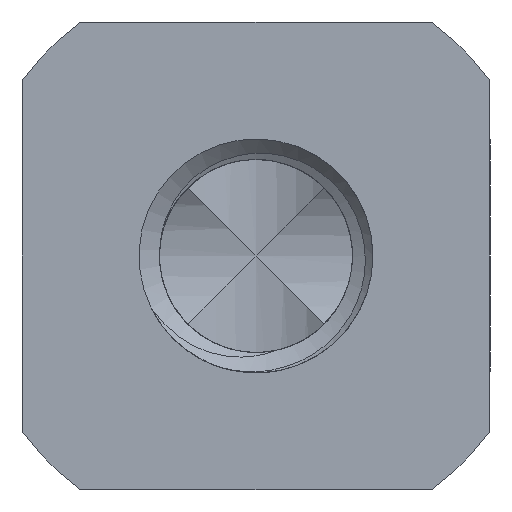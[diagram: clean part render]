
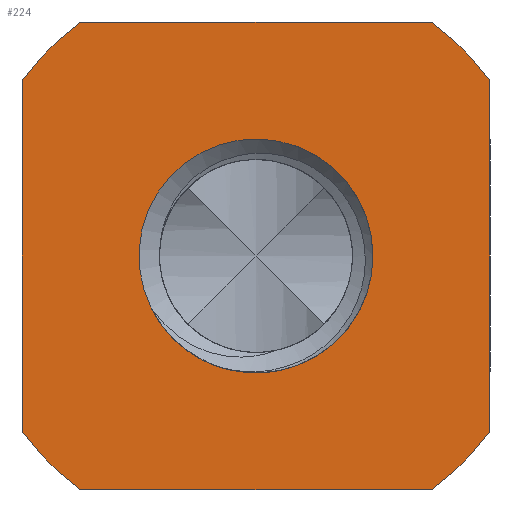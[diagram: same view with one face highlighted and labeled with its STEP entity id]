
A CAD part, front view. The second image highlights one B-rep face of the part: STEP entity #224.
In plain terms, the highlighted planar face has unit normal (0, -1, 0).
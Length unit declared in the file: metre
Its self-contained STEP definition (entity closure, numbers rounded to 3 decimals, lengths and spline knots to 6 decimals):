
#224 = ADVANCED_FACE( 'NONE', ( #548, #549 ), #550, .F. );
#548 = FACE_OUTER_BOUND( '', #1439, .T. );
#549 = FACE_BOUND( '', #1440, .T. );
#550 = PLANE( '', #1441 );
#1439 = EDGE_LOOP( '', ( #7549, #7550, #7551, #7552, #7553, #7554, #7555, #7556 ) );
#1440 = EDGE_LOOP( '', ( #7557, #7558 ) );
#1441 = AXIS2_PLACEMENT_3D( '', #7559, #7560, #7561 );
#7549 = ORIENTED_EDGE( '', *, *, #8957, .F. );
#7550 = ORIENTED_EDGE( '', *, *, #8958, .F. );
#7551 = ORIENTED_EDGE( '', *, *, #8959, .F. );
#7552 = ORIENTED_EDGE( '', *, *, #8960, .F. );
#7553 = ORIENTED_EDGE( '', *, *, #8961, .T. );
#7554 = ORIENTED_EDGE( '', *, *, #8962, .F. );
#7555 = ORIENTED_EDGE( '', *, *, #8963, .T. );
#7556 = ORIENTED_EDGE( '', *, *, #8926, .F. );
#7557 = ORIENTED_EDGE( '', *, *, #8964, .T. );
#7558 = ORIENTED_EDGE( '', *, *, #8965, .T. );
#7559 = CARTESIAN_POINT( '', ( 0., -0.004, 0. ) );
#7560 = DIRECTION( '', ( 0., 1., 0. ) );
#7561 = DIRECTION( '', ( 1., 0., 0. ) );
#8926 = EDGE_CURVE( 'NONE', #9776, #9777, #9778, .T. );
#8957 = EDGE_CURVE( 'NONE', #9828, #9776, #9829, .T. );
#8958 = EDGE_CURVE( 'NONE', #9830, #9828, #9831, .T. );
#8959 = EDGE_CURVE( 'NONE', #9832, #9830, #9833, .T. );
#8960 = EDGE_CURVE( 'NONE', #9834, #9832, #9835, .T. );
#8961 = EDGE_CURVE( 'NONE', #9834, #9836, #9837, .T. );
#8962 = EDGE_CURVE( 'NONE', #9838, #9836, #9839, .T. );
#8963 = EDGE_CURVE( 'NONE', #9838, #9777, #9840, .T. );
#8964 = EDGE_CURVE( 'NONE', #9841, #9842, #9843, .T. );
#8965 = EDGE_CURVE( 'NONE', #9842, #9841, #9844, .T. );
#9776 = VERTEX_POINT( 'NONE', #12189 );
#9777 = VERTEX_POINT( 'NONE', #12190 );
#9778 = CIRCLE( '', #12191, 0.005 );
#9828 = VERTEX_POINT( 'NONE', #12262 );
#9829 = LINE( '', #12263, #12264 );
#9830 = VERTEX_POINT( 'NONE', #12265 );
#9831 = CIRCLE( '', #12266, 0.005 );
#9832 = VERTEX_POINT( 'NONE', #12267 );
#9833 = LINE( '', #12268, #12269 );
#9834 = VERTEX_POINT( 'NONE', #12270 );
#9835 = CIRCLE( '', #12271, 0.005 );
#9836 = VERTEX_POINT( 'NONE', #12272 );
#9837 = LINE( '', #12273, #12274 );
#9838 = VERTEX_POINT( 'NONE', #12275 );
#9839 = CIRCLE( '', #12276, 0.005 );
#9840 = LINE( '', #12277, #12278 );
#9841 = VERTEX_POINT( 'NONE', #12279 );
#9842 = VERTEX_POINT( 'NONE', #12280 );
#9843 = CIRCLE( '', #12281, 0.002 );
#9844 = CIRCLE( '', #12282, 0.002 );
#12189 = CARTESIAN_POINT( '', ( 0.003, -0.004, 0.004 ) );
#12190 = CARTESIAN_POINT( '', ( 0.004, -0.004, 0.003 ) );
#12191 = AXIS2_PLACEMENT_3D( '', #15394, #15395, #15396 );
#12262 = CARTESIAN_POINT( '', ( -0.003, -0.004, 0.004 ) );
#12263 = CARTESIAN_POINT( '', ( 0., -0.004, 0.004 ) );
#12264 = VECTOR( '', #15453, 1. );
#12265 = CARTESIAN_POINT( '', ( -0.004, -0.004, 0.003 ) );
#12266 = AXIS2_PLACEMENT_3D( '', #15454, #15455, #15456 );
#12267 = CARTESIAN_POINT( '', ( -0.004, -0.004, -0.003 ) );
#12268 = CARTESIAN_POINT( '', ( -0.004, -0.004, 0. ) );
#12269 = VECTOR( '', #15457, 1. );
#12270 = CARTESIAN_POINT( '', ( -0.003, -0.004, -0.004 ) );
#12271 = AXIS2_PLACEMENT_3D( '', #15458, #15459, #15460 );
#12272 = CARTESIAN_POINT( '', ( 0.003, -0.004, -0.004 ) );
#12273 = CARTESIAN_POINT( '', ( 0., -0.004, -0.004 ) );
#12274 = VECTOR( '', #15461, 1. );
#12275 = CARTESIAN_POINT( '', ( 0.004, -0.004, -0.003 ) );
#12276 = AXIS2_PLACEMENT_3D( '', #15462, #15463, #15464 );
#12277 = CARTESIAN_POINT( '', ( 0.004, -0.004, 0. ) );
#12278 = VECTOR( '', #15465, 1. );
#12279 = CARTESIAN_POINT( '', ( -0.000617, -0.004, -0.001902 ) );
#12280 = CARTESIAN_POINT( '', ( -0.001791, -0.004, -0.000889 ) );
#12281 = AXIS2_PLACEMENT_3D( '', #15466, #15467, #15468 );
#12282 = AXIS2_PLACEMENT_3D( '', #15469, #15470, #15471 );
#15394 = CARTESIAN_POINT( '', ( 0., -0.004, 0. ) );
#15395 = DIRECTION( '', ( 0., 1., 0. ) );
#15396 = DIRECTION( '', ( 0., 0., 1. ) );
#15453 = DIRECTION( '', ( 1., 0., 0. ) );
#15454 = CARTESIAN_POINT( '', ( 0., -0.004, 0. ) );
#15455 = DIRECTION( '', ( 0., 1., 0. ) );
#15456 = DIRECTION( '', ( 0., 0., 1. ) );
#15457 = DIRECTION( '', ( 0., 0., 1. ) );
#15458 = CARTESIAN_POINT( '', ( 0., -0.004, 0. ) );
#15459 = DIRECTION( '', ( 0., 1., 0. ) );
#15460 = DIRECTION( '', ( 0., 0., 1. ) );
#15461 = DIRECTION( '', ( 1., 0., 0. ) );
#15462 = CARTESIAN_POINT( '', ( 0., -0.004, 0. ) );
#15463 = DIRECTION( '', ( 0., 1., 0. ) );
#15464 = DIRECTION( '', ( 0., 0., 1. ) );
#15465 = DIRECTION( '', ( 0., 0., 1. ) );
#15466 = CARTESIAN_POINT( '', ( 0., -0.004, 0. ) );
#15467 = DIRECTION( '', ( 0., 1., 0. ) );
#15468 = DIRECTION( '', ( 0., 0., 1. ) );
#15469 = CARTESIAN_POINT( '', ( 0., -0.004, 0. ) );
#15470 = DIRECTION( '', ( 0., 1., 0. ) );
#15471 = DIRECTION( '', ( 0., 0., 1. ) );
